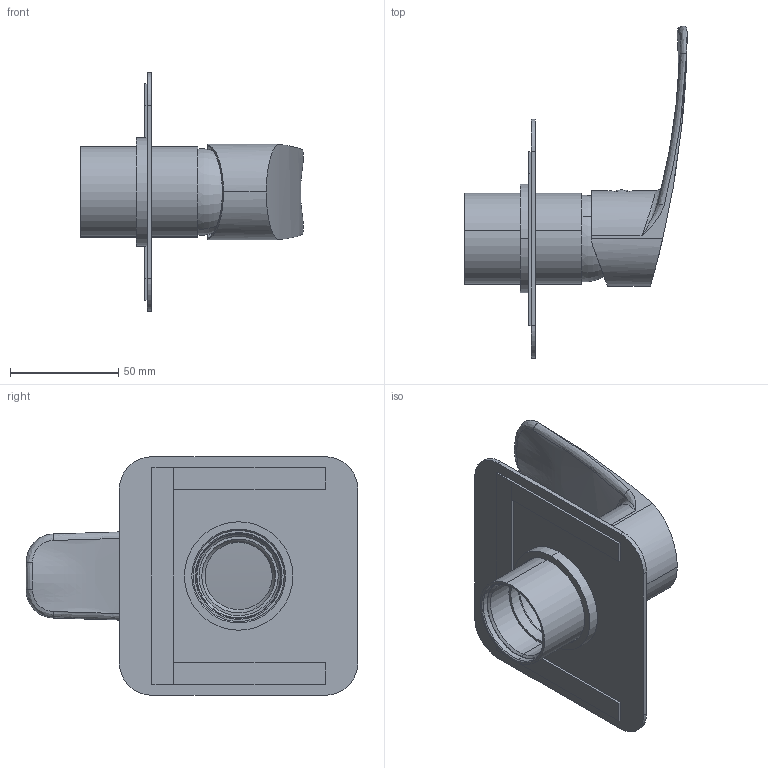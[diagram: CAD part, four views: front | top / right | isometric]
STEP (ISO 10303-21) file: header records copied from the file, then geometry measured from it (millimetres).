
FILE_DESCRIPTION (( 'STEP AP203' ), '1' );
FILE_NAME ('57D303551.STEP', '2021-02-17T09:50:41', ( '' ), ( '' ), 'SwSTEP 2.0', 'SolidWorks 2018', '' );
FILE_SCHEMA (( 'CONFIG_CONTROL_DESIGN' ));
Length unit declared in the file: millimetre
Products named in the file (1): 57D303551
Bounding box: 102.49 x 153 x 110 mm (x, y, z)
Volume: 65876.5 mm3; surface area: 66720.3 mm2
Topology: 10 solids, 10 shells, 142 faces, 318 edges, 203 vertices
Faces by surface type: plane 50, cylinder 49, cone 19, bspline 12, torus 10, sphere 2
Entity records: 7270 total; most frequent: CARTESIAN_POINT 4045, DIRECTION 661, ORIENTED_EDGE 636, EDGE_CURVE 318, AXIS2_PLACEMENT_3D 263, VERTEX_POINT 203, EDGE_LOOP 161, FACE_OUTER_BOUND 142
